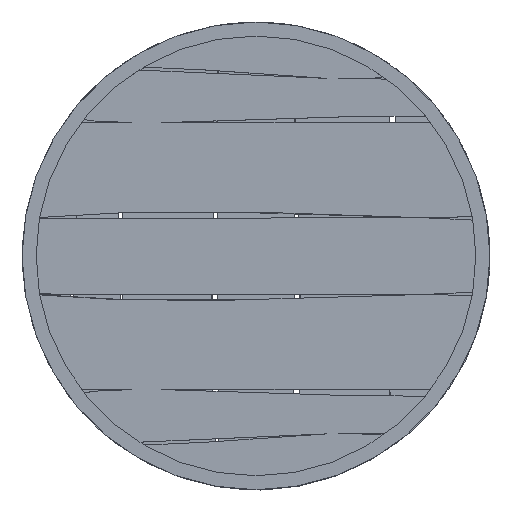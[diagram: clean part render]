
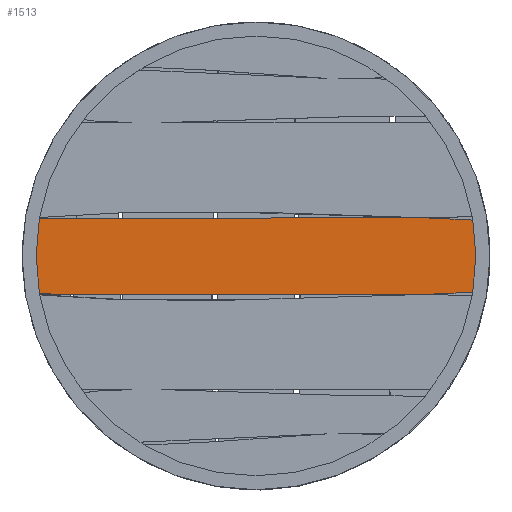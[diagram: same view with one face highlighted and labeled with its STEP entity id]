
A CAD part, top view. The second image highlights one B-rep face of the part: STEP entity #1513.
In plain terms, the highlighted planar face has unit normal (0, 0, 1).
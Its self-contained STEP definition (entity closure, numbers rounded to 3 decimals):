
#47=(
BOUNDED_CURVE()
B_SPLINE_CURVE(5,(#5175,#5176,#5177,#5178,#5179,#5180,#5181,#5182,#5183,
#5184,#5185,#5186,#5187),.UNSPECIFIED.,.F.,.F.)
B_SPLINE_CURVE_WITH_KNOTS((6,1,1,1,1,1,1,1,6),(-0.757,-0.7,
-0.6,-0.5,-0.4,-0.3,-0.2,-0.1,0.),.UNSPECIFIED.)
CURVE()
GEOMETRIC_REPRESENTATION_ITEM()
RATIONAL_B_SPLINE_CURVE((1.,1.,1.,1.,1.,1.,1.,1.,1.,1.,1.,1.,1.))
REPRESENTATION_ITEM('')
);
#48=(
BOUNDED_CURVE()
B_SPLINE_CURVE(5,(#5218,#5219,#5220,#5221,#5222,#5223,#5224),
 .UNSPECIFIED.,.F.,.F.)
B_SPLINE_CURVE_WITH_KNOTS((6,1,6),(0.,0.1,0.104),
 .UNSPECIFIED.)
CURVE()
GEOMETRIC_REPRESENTATION_ITEM()
RATIONAL_B_SPLINE_CURVE((1.,1.,1.,1.,1.,1.,1.))
REPRESENTATION_ITEM('')
);
#49=(
BOUNDED_CURVE()
B_SPLINE_CURVE(5,(#5258,#5259,#5260,#5261,#5262,#5263,#5264),
 .UNSPECIFIED.,.F.,.F.)
B_SPLINE_CURVE_WITH_KNOTS((6,1,6),(-0.104,-0.1,0.),
 .UNSPECIFIED.)
CURVE()
GEOMETRIC_REPRESENTATION_ITEM()
RATIONAL_B_SPLINE_CURVE((1.,1.,1.,1.,1.,1.,1.))
REPRESENTATION_ITEM('')
);
#50=(
BOUNDED_CURVE()
B_SPLINE_CURVE(5,(#5370,#5371,#5372,#5373,#5374,#5375,#5376,#5377,#5378,
#5379,#5380,#5381,#5382),.UNSPECIFIED.,.F.,.F.)
B_SPLINE_CURVE_WITH_KNOTS((6,1,1,1,1,1,1,1,6),(0.,0.1,0.2,0.3,0.4,0.5,0.6,
0.7,0.757),.UNSPECIFIED.)
CURVE()
GEOMETRIC_REPRESENTATION_ITEM()
RATIONAL_B_SPLINE_CURVE((1.,1.,1.,1.,1.,1.,1.,1.,1.,1.,1.,1.,1.))
REPRESENTATION_ITEM('')
);
#188=PLANE('',#1628);
#261=FACE_OUTER_BOUND('',#355,.T.);
#355=EDGE_LOOP('',(#1301,#1302,#1303,#1304,#1305,#1306));
#573=CIRCLE('',#1629,50.);
#574=CIRCLE('',#1630,50.);
#691=VERTEX_POINT('',#5172);
#692=VERTEX_POINT('',#5174);
#694=VERTEX_POINT('',#5217);
#697=VERTEX_POINT('',#5255);
#698=VERTEX_POINT('',#5257);
#700=VERTEX_POINT('',#5369);
#894=EDGE_CURVE('',#692,#691,#47,.T.);
#897=EDGE_CURVE('',#694,#692,#48,.T.);
#901=EDGE_CURVE('',#698,#697,#49,.T.);
#904=EDGE_CURVE('',#700,#698,#50,.T.);
#908=EDGE_CURVE('',#691,#700,#573,.T.);
#909=EDGE_CURVE('',#697,#694,#574,.T.);
#1301=ORIENTED_EDGE('',*,*,#894,.T.);
#1302=ORIENTED_EDGE('',*,*,#908,.T.);
#1303=ORIENTED_EDGE('',*,*,#904,.T.);
#1304=ORIENTED_EDGE('',*,*,#901,.T.);
#1305=ORIENTED_EDGE('',*,*,#909,.T.);
#1306=ORIENTED_EDGE('',*,*,#897,.T.);
#1513=ADVANCED_FACE('',(#261),#188,.T.);
#1628=AXIS2_PLACEMENT_3D('',#5387,#1859,#1860);
#1629=AXIS2_PLACEMENT_3D('',#5388,#1861,#1862);
#1630=AXIS2_PLACEMENT_3D('',#5389,#1863,#1864);
#1859=DIRECTION('center_axis',(0.,0.,1.));
#1860=DIRECTION('ref_axis',(0.,1.,0.));
#1861=DIRECTION('center_axis',(0.,0.,1.));
#1862=DIRECTION('ref_axis',(0.,1.,0.));
#1863=DIRECTION('center_axis',(0.,0.,1.));
#1864=DIRECTION('ref_axis',(0.,1.,0.));
#5172=CARTESIAN_POINT('',(-49.297,8.048,8.));
#5174=CARTESIAN_POINT('',(36.26,8.141,8.));
#5175=CARTESIAN_POINT('Ctrl Pts',(36.26,8.141,8.));
#5176=CARTESIAN_POINT('Ctrl Pts',(35.476,8.129,8.));
#5177=CARTESIAN_POINT('Ctrl Pts',(33.25,8.097,8.));
#5178=CARTESIAN_POINT('Ctrl Pts',(29.337,8.05,8.));
#5179=CARTESIAN_POINT('Ctrl Pts',(23.284,7.998,8.));
#5180=CARTESIAN_POINT('Ctrl Pts',(14.466,7.954,8.));
#5181=CARTESIAN_POINT('Ctrl Pts',(3.62,7.932,8.));
#5182=CARTESIAN_POINT('Ctrl Pts',(-8.277,7.932,8.));
#5183=CARTESIAN_POINT('Ctrl Pts',(-21.092,7.952,8.));
#5184=CARTESIAN_POINT('Ctrl Pts',(-31.998,7.983,8.));
#5185=CARTESIAN_POINT('Ctrl Pts',(-40.517,8.012,8.));
#5186=CARTESIAN_POINT('Ctrl Pts',(-46.346,8.035,8.));
#5187=CARTESIAN_POINT('Ctrl Pts',(-49.297,8.048,8.));
#5217=CARTESIAN_POINT('',(49.47,7.508,8.));
#5218=CARTESIAN_POINT('Ctrl Pts',(49.47,7.508,8.));
#5219=CARTESIAN_POINT('Ctrl Pts',(46.887,7.64,8.));
#5220=CARTESIAN_POINT('Ctrl Pts',(44.217,7.772,8.));
#5221=CARTESIAN_POINT('Ctrl Pts',(41.573,7.899,8.));
#5222=CARTESIAN_POINT('Ctrl Pts',(38.957,8.02,8.));
#5223=CARTESIAN_POINT('Ctrl Pts',(36.368,8.136,8.));
#5224=CARTESIAN_POINT('Ctrl Pts',(36.26,8.141,8.));
#5255=CARTESIAN_POINT('',(49.47,-7.596,8.));
#5257=CARTESIAN_POINT('',(36.26,-8.229,8.));
#5258=CARTESIAN_POINT('Ctrl Pts',(36.26,-8.229,8.));
#5259=CARTESIAN_POINT('Ctrl Pts',(36.368,-8.224,8.));
#5260=CARTESIAN_POINT('Ctrl Pts',(38.957,-8.108,8.));
#5261=CARTESIAN_POINT('Ctrl Pts',(41.573,-7.986,8.));
#5262=CARTESIAN_POINT('Ctrl Pts',(44.217,-7.859,8.));
#5263=CARTESIAN_POINT('Ctrl Pts',(46.887,-7.727,8.));
#5264=CARTESIAN_POINT('Ctrl Pts',(49.47,-7.596,8.));
#5369=CARTESIAN_POINT('',(-49.297,-8.135,8.));
#5370=CARTESIAN_POINT('Ctrl Pts',(-49.297,-8.135,8.));
#5371=CARTESIAN_POINT('Ctrl Pts',(-46.346,-8.123,8.));
#5372=CARTESIAN_POINT('Ctrl Pts',(-40.517,-8.1,8.));
#5373=CARTESIAN_POINT('Ctrl Pts',(-31.998,-8.07,8.));
#5374=CARTESIAN_POINT('Ctrl Pts',(-21.092,-8.04,8.));
#5375=CARTESIAN_POINT('Ctrl Pts',(-8.277,-8.02,8.));
#5376=CARTESIAN_POINT('Ctrl Pts',(3.62,-8.02,8.));
#5377=CARTESIAN_POINT('Ctrl Pts',(14.466,-8.042,8.));
#5378=CARTESIAN_POINT('Ctrl Pts',(23.284,-8.086,8.));
#5379=CARTESIAN_POINT('Ctrl Pts',(29.337,-8.138,8.));
#5380=CARTESIAN_POINT('Ctrl Pts',(33.25,-8.185,8.));
#5381=CARTESIAN_POINT('Ctrl Pts',(35.476,-8.217,8.));
#5382=CARTESIAN_POINT('Ctrl Pts',(36.26,-8.229,8.));
#5387=CARTESIAN_POINT('Origin',(0.044,-0.044,
8.));
#5388=CARTESIAN_POINT('Origin',(0.044,-0.044,
8.));
#5389=CARTESIAN_POINT('Origin',(0.044,-0.044,
8.));
